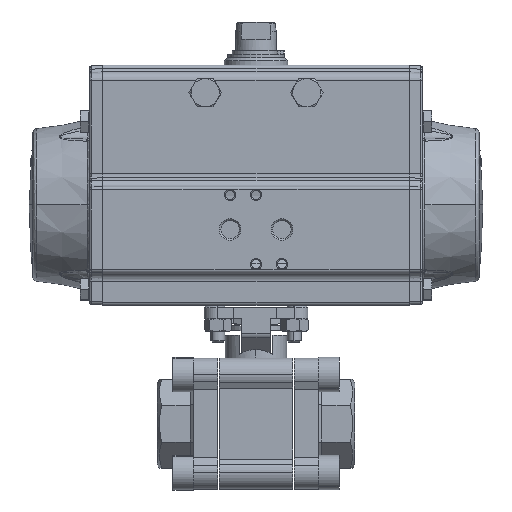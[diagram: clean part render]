
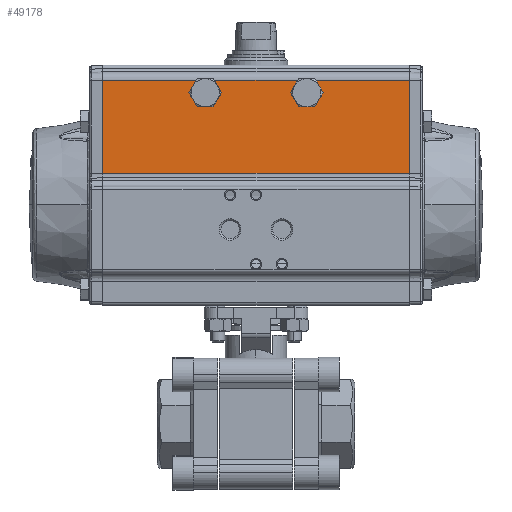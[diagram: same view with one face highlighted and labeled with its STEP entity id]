
A CAD part, top view. The second image highlights one B-rep face of the part: STEP entity #49178.
In plain terms, the highlighted planar face has unit normal (0, 0, 1).
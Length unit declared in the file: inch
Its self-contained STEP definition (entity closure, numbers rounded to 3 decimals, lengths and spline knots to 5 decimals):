
#58 = LINE ( 'NONE', #18089, #56803 ) ;
#474 = CARTESIAN_POINT ( 'NONE',  ( -0.80967, 6.25197, 1.56693 ) ) ;
#1077 = CARTESIAN_POINT ( 'NONE',  ( 2.79134, 6.25197, 1.56693 ) ) ;
#2483 = VECTOR ( 'NONE', #31036, 39.37008 ) ;
#7509 = CARTESIAN_POINT ( 'NONE',  ( -0.9252, 6.02362, 1.56693 ) ) ;
#7531 = CARTESIAN_POINT ( 'NONE',  ( 2.79134, 4.55581, 1.56693 ) ) ;
#8224 = CARTESIAN_POINT ( 'NONE',  ( -2.79134, 2.15354, 1.56693 ) ) ;
#9633 = EDGE_LOOP ( 'NONE', ( #21989, #49218, #62795, #15395, #59923, #27385, #68907, #18691 ) ) ;
#11221 = VERTEX_POINT ( 'NONE', #49507 ) ;
#11233 = VECTOR ( 'NONE', #70481, 39.37008 ) ;
#12977 = EDGE_CURVE ( 'NONE', #13491, #68342, #49159, .T. ) ;
#13416 = DIRECTION ( 'NONE',  ( 0., 1., 0. ) ) ;
#13491 = VERTEX_POINT ( 'NONE', #61353 ) ;
#13717 = PLANE ( 'NONE',  #49759 ) ;
#14796 = CIRCLE ( 'NONE', #35378, 0.25591 ) ;
#15030 = VERTEX_POINT ( 'NONE', #58632 ) ;
#15395 = ORIENTED_EDGE ( 'NONE', *, *, #61586, .T. ) ;
#15769 = VERTEX_POINT ( 'NONE', #69175 ) ;
#16724 = LINE ( 'NONE', #1077, #65221 ) ;
#17757 = CARTESIAN_POINT ( 'NONE',  ( -2.79134, 6.25197, 1.56693 ) ) ;
#18089 = CARTESIAN_POINT ( 'NONE',  ( 2.79134, 6.25197, 1.56693 ) ) ;
#18691 = ORIENTED_EDGE ( 'NONE', *, *, #26414, .T. ) ;
#19573 = DIRECTION ( 'NONE',  ( 0., 0., 1. ) ) ;
#19927 = VERTEX_POINT ( 'NONE', #474 ) ;
#20633 = VERTEX_POINT ( 'NONE', #17757 ) ;
#21989 = ORIENTED_EDGE ( 'NONE', *, *, #40296, .T. ) ;
#23945 = DIRECTION ( 'NONE',  ( -1., 0., 0. ) ) ;
#24441 = VECTOR ( 'NONE', #72252, 39.37008 ) ;
#25352 = DIRECTION ( 'NONE',  ( 0., -1., 0. ) ) ;
#25811 = FACE_OUTER_BOUND ( 'NONE', #9633, .T. ) ;
#25936 = DIRECTION ( 'NONE',  ( 0., 0., -1. ) ) ;
#26414 = EDGE_CURVE ( 'NONE', #11221, #35232, #58, .T. ) ;
#27385 = ORIENTED_EDGE ( 'NONE', *, *, #12977, .T. ) ;
#31036 = DIRECTION ( 'NONE',  ( 1., 0., 0. ) ) ;
#35025 = VECTOR ( 'NONE', #25352, 39.37008 ) ;
#35232 = VERTEX_POINT ( 'NONE', #65911 ) ;
#35378 = AXIS2_PLACEMENT_3D ( 'NONE', #7509, #48409, #13416 ) ;
#36851 = LINE ( 'NONE', #8224, #35025 ) ;
#37733 = EDGE_CURVE ( 'NONE', #20633, #13491, #36851, .T. ) ;
#39956 = LINE ( 'NONE', #72497, #24441 ) ;
#40296 = EDGE_CURVE ( 'NONE', #35232, #15030, #56779, .T. ) ;
#43951 = EDGE_CURVE ( 'NONE', #11221, #68342, #39956, .T. ) ;
#44057 = AXIS2_PLACEMENT_3D ( 'NONE', #60980, #25936, #66810 ) ;
#48409 = DIRECTION ( 'NONE',  ( 0., 0., -1. ) ) ;
#49159 = LINE ( 'NONE', #7531, #2483 ) ;
#49178 = ADVANCED_FACE ( 'NONE', ( #25811 ), #13717, .T. ) ;
#49218 = ORIENTED_EDGE ( 'NONE', *, *, #60466, .T. ) ;
#49507 = CARTESIAN_POINT ( 'NONE',  ( 2.79134, 6.25197, 1.56693 ) ) ;
#49759 = AXIS2_PLACEMENT_3D ( 'NONE', #54596, #19573, #60462 ) ;
#54596 = CARTESIAN_POINT ( 'NONE',  ( 2.79134, 4.55581, 1.56693 ) ) ;
#56026 = LINE ( 'NONE', #64638, #11233 ) ;
#56779 = CIRCLE ( 'NONE', #44057, 0.25591 ) ;
#56803 = VECTOR ( 'NONE', #23945, 39.37008 ) ;
#58632 = CARTESIAN_POINT ( 'NONE',  ( 0.80967, 6.25197, 1.56693 ) ) ;
#59923 = ORIENTED_EDGE ( 'NONE', *, *, #37733, .T. ) ;
#60462 = DIRECTION ( 'NONE',  ( 1., 0., 0. ) ) ;
#60466 = EDGE_CURVE ( 'NONE', #15030, #19927, #56026, .T. ) ;
#60980 = CARTESIAN_POINT ( 'NONE',  ( 0.9252, 6.02362, 1.56693 ) ) ;
#61353 = CARTESIAN_POINT ( 'NONE',  ( -2.79134, 4.55581, 1.56693 ) ) ;
#61586 = EDGE_CURVE ( 'NONE', #15769, #20633, #16724, .T. ) ;
#62795 = ORIENTED_EDGE ( 'NONE', *, *, #71307, .T. ) ;
#64638 = CARTESIAN_POINT ( 'NONE',  ( 2.79134, 6.25197, 1.56693 ) ) ;
#65221 = VECTOR ( 'NONE', #70872, 39.37008 ) ;
#65230 = CARTESIAN_POINT ( 'NONE',  ( 2.79134, 4.55581, 1.56693 ) ) ;
#65911 = CARTESIAN_POINT ( 'NONE',  ( 1.04072, 6.25197, 1.56693 ) ) ;
#66810 = DIRECTION ( 'NONE',  ( 1., 0., 0. ) ) ;
#68342 = VERTEX_POINT ( 'NONE', #65230 ) ;
#68907 = ORIENTED_EDGE ( 'NONE', *, *, #43951, .F. ) ;
#69175 = CARTESIAN_POINT ( 'NONE',  ( -1.04072, 6.25197, 1.56693 ) ) ;
#70481 = DIRECTION ( 'NONE',  ( -1., 0., 0. ) ) ;
#70872 = DIRECTION ( 'NONE',  ( -1., 0., 0. ) ) ;
#71307 = EDGE_CURVE ( 'NONE', #19927, #15769, #14796, .T. ) ;
#72252 = DIRECTION ( 'NONE',  ( 0., -1., 0. ) ) ;
#72497 = CARTESIAN_POINT ( 'NONE',  ( 2.79134, 2.15354, 1.56693 ) ) ;
